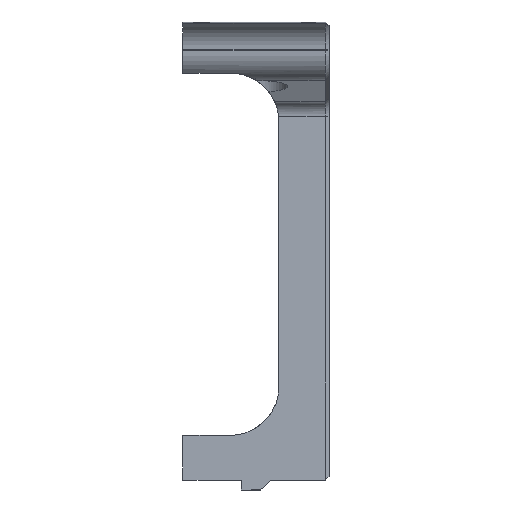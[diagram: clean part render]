
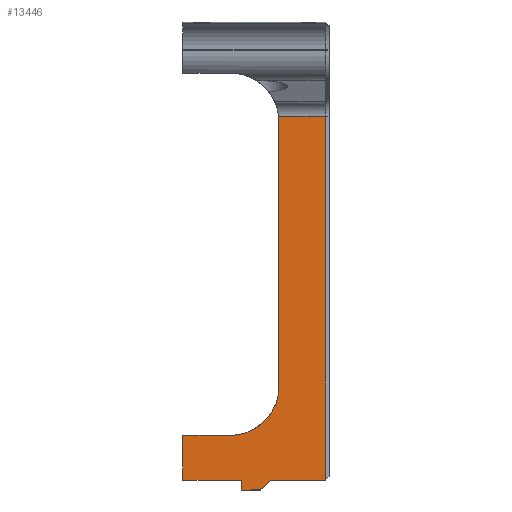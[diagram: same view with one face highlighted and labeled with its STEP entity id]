
A CAD part, left-side view. The second image highlights one B-rep face of the part: STEP entity #13446.
In plain terms, the highlighted planar face has unit normal (-1, 0, 0).
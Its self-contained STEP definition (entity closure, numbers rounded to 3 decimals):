
#17 = CARTESIAN_POINT ( 'NONE',  ( -162., 47., 9. ) ) ;
#194 = VECTOR ( 'NONE', #13720, 1000. ) ;
#312 = VERTEX_POINT ( 'NONE', #7103 ) ;
#453 = DIRECTION ( 'NONE',  ( -1., 0., 0. ) ) ;
#480 = EDGE_CURVE ( 'NONE', #8195, #4588, #5255, .T. ) ;
#854 = ORIENTED_EDGE ( 'NONE', *, *, #6389, .F. ) ;
#965 = LINE ( 'NONE', #11886, #7464 ) ;
#1067 = CARTESIAN_POINT ( 'NONE',  ( -162., 9.674, 15. ) ) ;
#1495 = DIRECTION ( 'NONE',  ( 0., 1., 0. ) ) ;
#1812 = DIRECTION ( 'NONE',  ( 0., 1., 0. ) ) ;
#1991 = AXIS2_PLACEMENT_3D ( 'NONE', #3953, #453, #1495 ) ;
#2020 = DIRECTION ( 'NONE',  ( 0., -1., 0. ) ) ;
#2476 = CIRCLE ( 'NONE', #5263, 5. ) ;
#2564 = DIRECTION ( 'NONE',  ( -1., 0., 0. ) ) ;
#2627 = EDGE_CURVE ( 'NONE', #4588, #2949, #14370, .T. ) ;
#2700 = EDGE_CURVE ( 'NONE', #7141, #14726, #2476, .T. ) ;
#2794 = CARTESIAN_POINT ( 'NONE',  ( -162., 48., 15. ) ) ;
#2949 = VERTEX_POINT ( 'NONE', #10304 ) ;
#3063 = EDGE_CURVE ( 'NONE', #10058, #6270, #7174, .T. ) ;
#3670 = CARTESIAN_POINT ( 'NONE',  ( -162., 10.234, 5.143 ) ) ;
#3788 = CARTESIAN_POINT ( 'NONE',  ( -162., 37.4, 10.143 ) ) ;
#3953 = CARTESIAN_POINT ( 'NONE',  ( -162., 47., 15. ) ) ;
#4257 = ORIENTED_EDGE ( 'NONE', *, *, #14553, .T. ) ;
#4588 = VERTEX_POINT ( 'NONE', #14381 ) ;
#5060 = EDGE_CURVE ( 'NONE', #15751, #10902, #965, .T. ) ;
#5201 = CARTESIAN_POINT ( 'NONE',  ( -162., 47., 0.4 ) ) ;
#5216 = DIRECTION ( 'NONE',  ( -1., 0., 0. ) ) ;
#5255 = LINE ( 'NONE', #9093, #14413 ) ;
#5263 = AXIS2_PLACEMENT_3D ( 'NONE', #12291, #2564, #6552 ) ;
#5293 = CARTESIAN_POINT ( 'NONE',  ( -162., 9.674, 0.4 ) ) ;
#5475 = ORIENTED_EDGE ( 'NONE', *, *, #7326, .T. ) ;
#5715 = LINE ( 'NONE', #12972, #13418 ) ;
#5778 = VECTOR ( 'NONE', #2020, 1000. ) ;
#5961 = DIRECTION ( 'NONE',  ( 0., -0.707, -0.707 ) ) ;
#5990 = CIRCLE ( 'NONE', #15664, 5. ) ;
#6053 = VECTOR ( 'NONE', #1812, 1000. ) ;
#6172 = DIRECTION ( 'NONE',  ( 0., 1., 0. ) ) ;
#6270 = VERTEX_POINT ( 'NONE', #8254 ) ;
#6389 = EDGE_CURVE ( 'NONE', #10058, #312, #5990, .T. ) ;
#6552 = DIRECTION ( 'NONE',  ( 0., 1., 0. ) ) ;
#6731 = EDGE_CURVE ( 'NONE', #14726, #8484, #14224, .T. ) ;
#7095 = EDGE_CURVE ( 'NONE', #10902, #8484, #15332, .T. ) ;
#7103 = CARTESIAN_POINT ( 'NONE',  ( -162., 37.4, 5.143 ) ) ;
#7141 = VERTEX_POINT ( 'NONE', #3670 ) ;
#7174 = LINE ( 'NONE', #12048, #13685 ) ;
#7282 = EDGE_CURVE ( 'NONE', #6270, #8195, #5715, .T. ) ;
#7326 = EDGE_CURVE ( 'NONE', #2949, #9844, #10439, .T. ) ;
#7464 = VECTOR ( 'NONE', #10690, 1000. ) ;
#8195 = VERTEX_POINT ( 'NONE', #13114 ) ;
#8254 = CARTESIAN_POINT ( 'NONE',  ( -162., 42.4, 15. ) ) ;
#8280 = VECTOR ( 'NONE', #13100, 1000. ) ;
#8484 = VERTEX_POINT ( 'NONE', #5293 ) ;
#8501 = ORIENTED_EDGE ( 'NONE', *, *, #2700, .F. ) ;
#8643 = ORIENTED_EDGE ( 'NONE', *, *, #7282, .T. ) ;
#8662 = ORIENTED_EDGE ( 'NONE', *, *, #13450, .T. ) ;
#8727 = FACE_OUTER_BOUND ( 'NONE', #14072, .T. ) ;
#9093 = CARTESIAN_POINT ( 'NONE',  ( -162., 47., 15. ) ) ;
#9576 = DIRECTION ( 'NONE',  ( 0., 0., 1. ) ) ;
#9638 = LINE ( 'NONE', #13608, #14443 ) ;
#9844 = VERTEX_POINT ( 'NONE', #9982 ) ;
#9982 = CARTESIAN_POINT ( 'NONE',  ( -162., 48., 7. ) ) ;
#10058 = VERTEX_POINT ( 'NONE', #14723 ) ;
#10304 = CARTESIAN_POINT ( 'NONE',  ( -162., 48., 9. ) ) ;
#10439 = LINE ( 'NONE', #2794, #194 ) ;
#10690 = DIRECTION ( 'NONE',  ( 0., 0., -1. ) ) ;
#10860 = DIRECTION ( 'NONE',  ( 0., 1., 0. ) ) ;
#10902 = VERTEX_POINT ( 'NONE', #5201 ) ;
#10926 = ORIENTED_EDGE ( 'NONE', *, *, #5060, .T. ) ;
#11075 = CARTESIAN_POINT ( 'NONE',  ( -162., 47., 6. ) ) ;
#11100 = ORIENTED_EDGE ( 'NONE', *, *, #6731, .F. ) ;
#11243 = DIRECTION ( 'NONE',  ( 0., 0., -1. ) ) ;
#11886 = CARTESIAN_POINT ( 'NONE',  ( -162., 47., 15. ) ) ;
#11978 = CARTESIAN_POINT ( 'NONE',  ( -162., 9.674, 0.4 ) ) ;
#12048 = CARTESIAN_POINT ( 'NONE',  ( -162., 42.4, 15. ) ) ;
#12291 = CARTESIAN_POINT ( 'NONE',  ( -162., 10.234, 10.143 ) ) ;
#12836 = ORIENTED_EDGE ( 'NONE', *, *, #7095, .T. ) ;
#12914 = VECTOR ( 'NONE', #10860, 1000. ) ;
#12972 = CARTESIAN_POINT ( 'NONE',  ( -162., 47., 15. ) ) ;
#13100 = DIRECTION ( 'NONE',  ( 0., 0., -1. ) ) ;
#13114 = CARTESIAN_POINT ( 'NONE',  ( -162., 47., 15. ) ) ;
#13204 = ORIENTED_EDGE ( 'NONE', *, *, #3063, .T. ) ;
#13418 = VECTOR ( 'NONE', #14015, 1000. ) ;
#13426 = ORIENTED_EDGE ( 'NONE', *, *, #480, .T. ) ;
#13446 = ADVANCED_FACE ( 'NONE', ( #8727 ), #13691, .T. ) ;
#13450 = EDGE_CURVE ( 'NONE', #7141, #312, #13837, .T. ) ;
#13599 = CARTESIAN_POINT ( 'NONE',  ( -162., 47., 5.143 ) ) ;
#13608 = CARTESIAN_POINT ( 'NONE',  ( -162., 51.5, 10.5 ) ) ;
#13685 = VECTOR ( 'NONE', #9576, 1000. ) ;
#13691 = PLANE ( 'NONE',  #1991 ) ;
#13720 = DIRECTION ( 'NONE',  ( 0., 0., -1. ) ) ;
#13837 = LINE ( 'NONE', #13599, #6053 ) ;
#14015 = DIRECTION ( 'NONE',  ( 0., 1., 0. ) ) ;
#14072 = EDGE_LOOP ( 'NONE', ( #8501, #8662, #854, #13204, #8643, #13426, #15676, #5475, #4257, #10926, #12836, #11100 ) ) ;
#14224 = LINE ( 'NONE', #1067, #8280 ) ;
#14370 = LINE ( 'NONE', #17, #12914 ) ;
#14381 = CARTESIAN_POINT ( 'NONE',  ( -162., 47., 9. ) ) ;
#14413 = VECTOR ( 'NONE', #11243, 1000. ) ;
#14443 = VECTOR ( 'NONE', #5961, 1000. ) ;
#14553 = EDGE_CURVE ( 'NONE', #9844, #15751, #9638, .T. ) ;
#14723 = CARTESIAN_POINT ( 'NONE',  ( -162., 42.4, 10.143 ) ) ;
#14726 = VERTEX_POINT ( 'NONE', #15290 ) ;
#15290 = CARTESIAN_POINT ( 'NONE',  ( -162., 9.674, 5.175 ) ) ;
#15332 = LINE ( 'NONE', #11978, #5778 ) ;
#15664 = AXIS2_PLACEMENT_3D ( 'NONE', #3788, #5216, #6172 ) ;
#15676 = ORIENTED_EDGE ( 'NONE', *, *, #2627, .T. ) ;
#15751 = VERTEX_POINT ( 'NONE', #11075 ) ;
